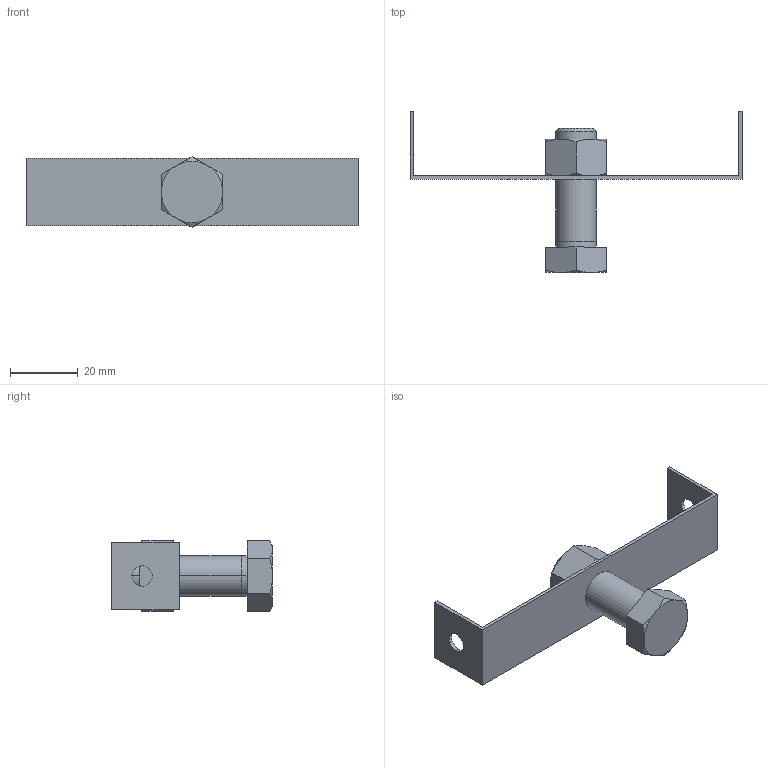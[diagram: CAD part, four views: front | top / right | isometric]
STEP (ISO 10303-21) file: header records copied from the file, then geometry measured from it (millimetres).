
FILE_DESCRIPTION(/* description */ ('VariCAD 2021-1.02 AP-214'),/* implementation_level */ '2;1');
FILE_NAME(/* name */ 'part-51_Drill-Adjuster.stp',/* time_stamp */ '2022-06-12T18:32:44+02:00',/* author */ (''),/* organization */ (''),/* preprocessor_version */ 'VariCAD 2021-1.02',/* originating_system */ 'VariCAD 2021-1.02; kernel version (20180118)',/* authorisation */ '');
FILE_SCHEMA(('AUTOMOTIVE_DESIGN'));
Length unit declared in the file: millimetre
Products named in the file (4): part-51_Drill-Adjuster; Nut M12; Screw M12x35
Assembly tree (3 placements, depth 2):
  part-51_Drill-Adjuster
    Nut M12
    Screw M12x35
    (unnamed)
Bounding box: 98 x 47.5 x 20.78 mm (x, y, z)
Volume: 10715.8 mm3; surface area: 9165.2 mm2
Topology: 3 solids, 3 shells, 63 faces, 160 edges, 104 vertices
Faces by surface type: plane 27, cone 24, cylinder 12
Entity records: 2148 total; most frequent: CARTESIAN_POINT 517, ORIENTED_EDGE 320, DIRECTION 316, EDGE_CURVE 160, AXIS2_PLACEMENT_3D 119, VERTEX_POINT 104, LINE 78, VECTOR 78
